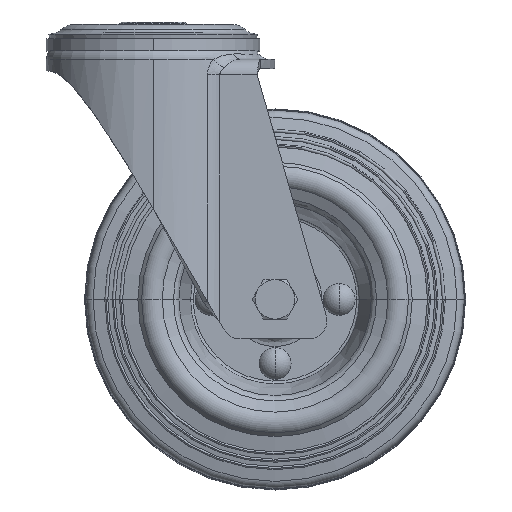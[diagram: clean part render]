
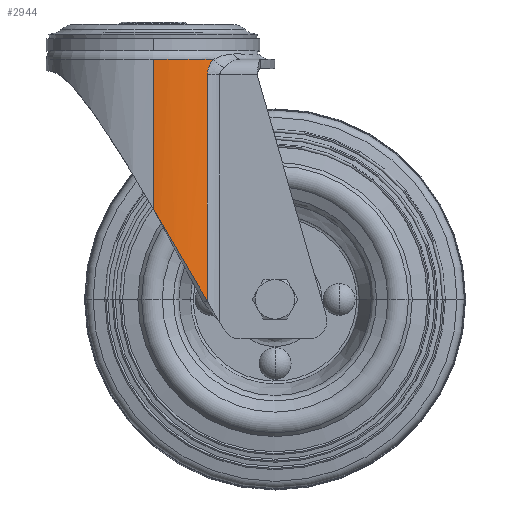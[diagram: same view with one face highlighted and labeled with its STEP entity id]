
A CAD part, top view. The second image highlights one B-rep face of the part: STEP entity #2944.
In plain terms, the highlighted cylindrical face has radius 35 mm (diameter 70 mm), a partial arc.
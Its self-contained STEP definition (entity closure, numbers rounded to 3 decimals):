
#147 = EDGE_CURVE ( 'NONE', #10760, #15753, #703, .T. ) ;
#196 = CARTESIAN_POINT ( 'NONE',  ( 18.254, -14.809, 29.863 ) ) ;
#595 = DIRECTION ( 'NONE',  ( 0., 1., 0. ) ) ;
#703 = B_SPLINE_CURVE_WITH_KNOTS ( 'NONE', 3,
 ( #16613, #3914, #16494, #11439, #11068, #22325 ),
 .UNSPECIFIED., .F., .F.,
 ( 4, 2, 4 ),
 ( 0., 0.5, 1. ),
 .UNSPECIFIED. ) ;
#1533 = CARTESIAN_POINT ( 'NONE',  ( 19.817, -12.214, 28.85 ) ) ;
#1561 = CARTESIAN_POINT ( 'NONE',  ( 19.099, -13.125, 29.329 ) ) ;
#1643 = CIRCLE ( 'NONE', #11504, 35. ) ;
#1675 = CARTESIAN_POINT ( 'NONE',  ( 17.931, -16.083, 30.058 ) ) ;
#1761 = EDGE_LOOP ( 'NONE', ( #22168, #16355, #24148, #7492, #17825, #11172 ) ) ;
#1789 = CARTESIAN_POINT ( 'NONE',  ( 18.973, -13.319, 29.411 ) ) ;
#1794 = CARTESIAN_POINT ( 'NONE',  ( 0.814, -62.538, 35. ) ) ;
#1916 = CARTESIAN_POINT ( 'NONE',  ( 17.869, -16.545, 30.095 ) ) ;
#2178 = CARTESIAN_POINT ( 'NONE',  ( 18.704, -13.774, 29.584 ) ) ;
#2331 = B_SPLINE_CURVE_WITH_KNOTS ( 'NONE', 3,
 ( #23979, #6780, #5167, #21758 ),
 .UNSPECIFIED., .F., .F.,
 ( 4, 4 ),
 ( 0., 1. ),
 .UNSPECIFIED. ) ;
#2416 = CARTESIAN_POINT ( 'NONE',  ( 17.833, -17.3, 30.116 ) ) ;
#2944 = ADVANCED_FACE ( 'NONE', ( #10858 ), #8861, .T. ) ;
#3182 = CARTESIAN_POINT ( 'NONE',  ( 19.198, -12.981, 29.265 ) ) ;
#3526 = CARTESIAN_POINT ( 'NONE',  ( 18.362, -14.528, 29.797 ) ) ;
#3642 = CARTESIAN_POINT ( 'NONE',  ( 18.965, -13.333, 29.417 ) ) ;
#3772 = CARTESIAN_POINT ( 'NONE',  ( 18.053, -15.494, 29.985 ) ) ;
#3914 = CARTESIAN_POINT ( 'NONE',  ( 15.674, -87.952, 31.395 ) ) ;
#4036 = CARTESIAN_POINT ( 'NONE',  ( 19.054, -13.194, 29.359 ) ) ;
#5167 = CARTESIAN_POINT ( 'NONE',  ( 17.833, -66.863, 30.116 ) ) ;
#5378 = CARTESIAN_POINT ( 'NONE',  ( 18.377, -14.488, 29.787 ) ) ;
#5620 = CARTESIAN_POINT ( 'NONE',  ( 18.965, -13.331, 29.416 ) ) ;
#5887 = CARTESIAN_POINT ( 'NONE',  ( 18.349, -14.561, 29.805 ) ) ;
#5889 = CARTESIAN_POINT ( 'NONE',  ( 2.313, -65.1, 34.924 ) ) ;
#6780 = CARTESIAN_POINT ( 'NONE',  ( 17.833, -42.082, 30.116 ) ) ;
#6981 = CARTESIAN_POINT ( 'NONE',  ( 19.772, -12.262, 28.88 ) ) ;
#7333 = CARTESIAN_POINT ( 'NONE',  ( 19.006, -13.267, 29.39 ) ) ;
#7492 = ORIENTED_EDGE ( 'NONE', *, *, #10311, .F. ) ;
#7584 = CARTESIAN_POINT ( 'NONE',  ( 0., -61.151, 35. ) ) ;
#8077 = CARTESIAN_POINT ( 'NONE',  ( 0., -12.214, 35. ) ) ;
#8654 = EDGE_CURVE ( 'NONE', #11389, #20207, #1643, .T. ) ;
#8657 = CARTESIAN_POINT ( 'NONE',  ( 0., -61.151, 35. ) ) ;
#8708 = CARTESIAN_POINT ( 'NONE',  ( 19.595, -12.466, 29. ) ) ;
#8724 = DIRECTION ( 'NONE',  ( 0., -1., 0. ) ) ;
#8861 = CYLINDRICAL_SURFACE ( 'NONE', #13744, 35. ) ;
#9156 = LINE ( 'NONE', #24138, #18955 ) ;
#9194 = CARTESIAN_POINT ( 'NONE',  ( 18.391, -14.452, 29.778 ) ) ;
#9330 = CARTESIAN_POINT ( 'NONE',  ( 18.441, -14.333, 29.748 ) ) ;
#9657 = CARTESIAN_POINT ( 'NONE',  ( 17.833, -91.645, 30.116 ) ) ;
#9709 = CARTESIAN_POINT ( 'NONE',  ( 18.35, -14.557, 29.804 ) ) ;
#9742 = DIRECTION ( 'NONE',  ( 0., 0., -1. ) ) ;
#10311 = EDGE_CURVE ( 'NONE', #21463, #10760, #2331, .T. ) ;
#10760 = VERTEX_POINT ( 'NONE', #9657 ) ;
#10825 = CARTESIAN_POINT ( 'NONE',  ( 19.274, -12.875, 29.215 ) ) ;
#10858 = FACE_OUTER_BOUND ( 'NONE', #1761, .T. ) ;
#10956 = CARTESIAN_POINT ( 'NONE',  ( 19.553, -12.517, 29.029 ) ) ;
#11068 = CARTESIAN_POINT ( 'NONE',  ( 5.311, -70.227, 34.725 ) ) ;
#11172 = ORIENTED_EDGE ( 'NONE', *, *, #8654, .T. ) ;
#11309 = CARTESIAN_POINT ( 'NONE',  ( 17.997, -15.727, 30.019 ) ) ;
#11334 = EDGE_CURVE ( 'NONE', #15753, #14128, #12874, .T. ) ;
#11389 = VERTEX_POINT ( 'NONE', #1533 ) ;
#11439 = CARTESIAN_POINT ( 'NONE',  ( 8.113, -75.02, 34.155 ) ) ;
#11504 = AXIS2_PLACEMENT_3D ( 'NONE', #18515, #8724, #23837 ) ;
#12540 = CARTESIAN_POINT ( 'NONE',  ( 19.817, -12.214, 28.85 ) ) ;
#12650 = CARTESIAN_POINT ( 'NONE',  ( 19.46, -12.631, 29.091 ) ) ;
#12874 = B_SPLINE_CURVE_WITH_KNOTS ( 'NONE', 3,
 ( #5889, #21096, #1794, #7584 ),
 .UNSPECIFIED., .F., .F.,
 ( 4, 4 ),
 ( 0., 1. ),
 .UNSPECIFIED. ) ;
#13123 = CARTESIAN_POINT ( 'NONE',  ( 17.881, -16.432, 30.088 ) ) ;
#13744 = AXIS2_PLACEMENT_3D ( 'NONE', #19015, #595, #9742 ) ;
#14128 = VERTEX_POINT ( 'NONE', #8657 ) ;
#14739 = CARTESIAN_POINT ( 'NONE',  ( 18.968, -13.327, 29.414 ) ) ;
#15246 = CARTESIAN_POINT ( 'NONE',  ( 18.984, -13.302, 29.404 ) ) ;
#15753 = VERTEX_POINT ( 'NONE', #17522 ) ;
#16243 = CARTESIAN_POINT ( 'NONE',  ( 19.373, -12.745, 29.15 ) ) ;
#16355 = ORIENTED_EDGE ( 'NONE', *, *, #11334, .F. ) ;
#16488 = CARTESIAN_POINT ( 'NONE',  ( 19.484, -12.602, 29.075 ) ) ;
#16494 = CARTESIAN_POINT ( 'NONE',  ( 13.294, -83.882, 32.491 ) ) ;
#16613 = CARTESIAN_POINT ( 'NONE',  ( 17.833, -91.645, 30.116 ) ) ;
#16737 = CARTESIAN_POINT ( 'NONE',  ( 17.912, -16.202, 30.069 ) ) ;
#16867 = CARTESIAN_POINT ( 'NONE',  ( 18.355, -14.545, 29.801 ) ) ;
#17522 = CARTESIAN_POINT ( 'NONE',  ( 2.313, -65.1, 34.924 ) ) ;
#17825 = ORIENTED_EDGE ( 'NONE', *, *, #21344, .F. ) ;
#18040 = EDGE_CURVE ( 'NONE', #14128, #20207, #9156, .T. ) ;
#18500 = CARTESIAN_POINT ( 'NONE',  ( 19.385, -12.728, 29.141 ) ) ;
#18515 = CARTESIAN_POINT ( 'NONE',  ( 0., -12.214, 0. ) ) ;
#18955 = VECTOR ( 'NONE', #20301, 1000. ) ;
#18985 = CARTESIAN_POINT ( 'NONE',  ( 17.833, -17.095, 30.116 ) ) ;
#19015 = CARTESIAN_POINT ( 'NONE',  ( 0., -164.24, 0. ) ) ;
#19114 = CARTESIAN_POINT ( 'NONE',  ( 18.42, -14.381, 29.761 ) ) ;
#20207 = VERTEX_POINT ( 'NONE', #8077 ) ;
#20215 = CARTESIAN_POINT ( 'NONE',  ( 19.405, -12.703, 29.128 ) ) ;
#20301 = DIRECTION ( 'NONE',  ( 0., 1., 0. ) ) ;
#20583 = CARTESIAN_POINT ( 'NONE',  ( 17.84, -16.88, 30.112 ) ) ;
#20753 = B_SPLINE_CURVE_WITH_KNOTS ( 'NONE', 3,
 ( #12540, #6981, #22081, #8708, #10956, #16488, #12650, #22196, #20215, #18500, #16243, #23820, #10825, #3182, #1561, #4036, #7333, #15246, #1789, #14739, #5620, #3642, #22319, #2178, #20844, #22820, #9330, #19114, #9194, #5378, #3526, #16867, #9709, #5887, #196, #24176, #3772, #11309, #1675, #16737, #13123, #1916, #20583, #18985, #24310 ),
 .UNSPECIFIED., .F., .F.,
 ( 4, 2, 2, 2, 1, 2, 2, 2, 1, 1, 1, 1, 2, 2, 2, 2, 2, 1, 1, 2, 2, 2, 2, 2, 2, 4 ),
 ( 0., 0.062, 0.094, 0.109, 0.117, 0.121, 0.125, 0.187, 0.219, 0.234, 0.242, 0.246, 0.248, 0.25, 0.375, 0.437, 0.469, 0.484, 0.492, 0.496, 0.5, 0.625, 0.75, 0.812, 0.875, 1. ),
 .UNSPECIFIED. ) ;
#20844 = CARTESIAN_POINT ( 'NONE',  ( 18.551, -14.085, 29.679 ) ) ;
#21096 = CARTESIAN_POINT ( 'NONE',  ( 1.587, -63.859, 34.972 ) ) ;
#21344 = EDGE_CURVE ( 'NONE', #11389, #21463, #20753, .T. ) ;
#21463 = VERTEX_POINT ( 'NONE', #2416 ) ;
#21758 = CARTESIAN_POINT ( 'NONE',  ( 17.833, -91.645, 30.116 ) ) ;
#22081 = CARTESIAN_POINT ( 'NONE',  ( 19.711, -12.331, 28.922 ) ) ;
#22168 = ORIENTED_EDGE ( 'NONE', *, *, #18040, .F. ) ;
#22196 = CARTESIAN_POINT ( 'NONE',  ( 19.424, -12.679, 29.116 ) ) ;
#22319 = CARTESIAN_POINT ( 'NONE',  ( 18.824, -13.558, 29.508 ) ) ;
#22325 = CARTESIAN_POINT ( 'NONE',  ( 2.313, -65.1, 34.924 ) ) ;
#22820 = CARTESIAN_POINT ( 'NONE',  ( 18.504, -14.186, 29.708 ) ) ;
#23820 = CARTESIAN_POINT ( 'NONE',  ( 19.365, -12.755, 29.155 ) ) ;
#23837 = DIRECTION ( 'NONE',  ( 0.566, 0., 0.824 ) ) ;
#23979 = CARTESIAN_POINT ( 'NONE',  ( 17.833, -17.3, 30.116 ) ) ;
#24138 = CARTESIAN_POINT ( 'NONE',  ( 0., -164.24, 35. ) ) ;
#24148 = ORIENTED_EDGE ( 'NONE', *, *, #147, .F. ) ;
#24176 = CARTESIAN_POINT ( 'NONE',  ( 18.178, -15.045, 29.909 ) ) ;
#24310 = CARTESIAN_POINT ( 'NONE',  ( 17.833, -17.3, 30.116 ) ) ;
